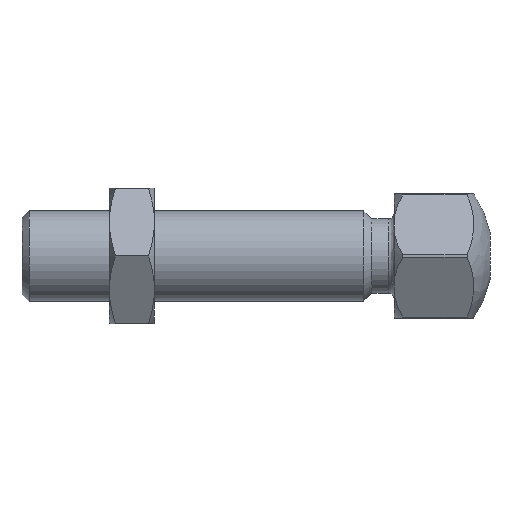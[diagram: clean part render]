
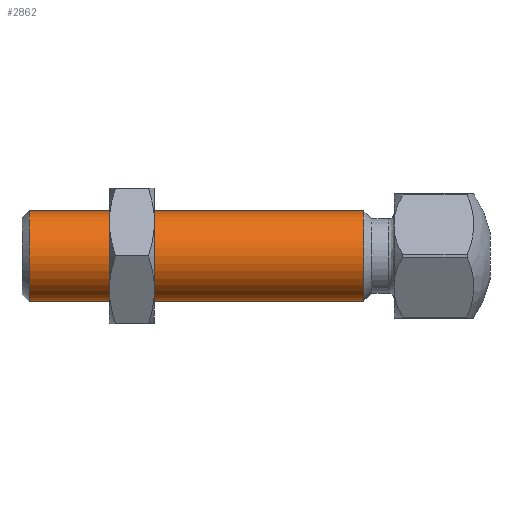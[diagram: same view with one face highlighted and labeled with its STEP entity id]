
A CAD part, left-side view. The second image highlights one B-rep face of the part: STEP entity #2862.
In plain terms, the highlighted cylindrical face has radius 8 mm (diameter 16 mm), a partial arc.
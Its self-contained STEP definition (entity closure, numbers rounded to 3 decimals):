
#28 = CARTESIAN_POINT ( 'NONE',  ( 0., 64.75, -8. ) ) ;
#119 = VERTEX_POINT ( 'NONE', #447 ) ;
#135 = DIRECTION ( 'NONE',  ( 0., 0., -1. ) ) ;
#195 = CARTESIAN_POINT ( 'NONE',  ( 0., -20.779, -8. ) ) ;
#260 = ORIENTED_EDGE ( 'NONE', *, *, #2800, .F. ) ;
#297 = CYLINDRICAL_SURFACE ( 'NONE', #1326, 8. ) ;
#423 = EDGE_LOOP ( 'NONE', ( #260, #770, #2613, #598 ) ) ;
#447 = CARTESIAN_POINT ( 'NONE',  ( 0., 5.4, 8. ) ) ;
#526 = VECTOR ( 'NONE', #586, 1000. ) ;
#586 = DIRECTION ( 'NONE',  ( 0., -1., 0. ) ) ;
#598 = ORIENTED_EDGE ( 'NONE', *, *, #1974, .T. ) ;
#606 = CIRCLE ( 'NONE', #2165, 8. ) ;
#644 = FACE_OUTER_BOUND ( 'NONE', #423, .T. ) ;
#691 = VERTEX_POINT ( 'NONE', #1635 ) ;
#770 = ORIENTED_EDGE ( 'NONE', *, *, #3017, .T. ) ;
#962 = VERTEX_POINT ( 'NONE', #995 ) ;
#995 = CARTESIAN_POINT ( 'NONE',  ( 0., 64.75, 8. ) ) ;
#1018 = CARTESIAN_POINT ( 'NONE',  ( 0., 5.4, 0. ) ) ;
#1255 = EDGE_CURVE ( 'NONE', #2161, #691, #3437, .T. ) ;
#1281 = DIRECTION ( 'NONE',  ( 0., 0., -1. ) ) ;
#1326 = AXIS2_PLACEMENT_3D ( 'NONE', #1704, #2213, #3251 ) ;
#1467 = VECTOR ( 'NONE', #2082, 1000. ) ;
#1635 = CARTESIAN_POINT ( 'NONE',  ( 0., 5.4, -8. ) ) ;
#1704 = CARTESIAN_POINT ( 'NONE',  ( 0., -20.779, 0. ) ) ;
#1779 = DIRECTION ( 'NONE',  ( 0., -1., 0. ) ) ;
#1974 = EDGE_CURVE ( 'NONE', #691, #119, #606, .T. ) ;
#2082 = DIRECTION ( 'NONE',  ( 0., -1., 0. ) ) ;
#2161 = VERTEX_POINT ( 'NONE', #28 ) ;
#2165 = AXIS2_PLACEMENT_3D ( 'NONE', #1018, #2841, #1281 ) ;
#2186 = CARTESIAN_POINT ( 'NONE',  ( 0., -20.779, 8. ) ) ;
#2213 = DIRECTION ( 'NONE',  ( 0., -1., 0. ) ) ;
#2528 = AXIS2_PLACEMENT_3D ( 'NONE', #3309, #1779, #135 ) ;
#2613 = ORIENTED_EDGE ( 'NONE', *, *, #1255, .T. ) ;
#2800 = EDGE_CURVE ( 'NONE', #962, #119, #3314, .T. ) ;
#2841 = DIRECTION ( 'NONE',  ( 0., 1., 0. ) ) ;
#2862 = ADVANCED_FACE ( 'NONE', ( #644 ), #297, .T. ) ;
#3017 = EDGE_CURVE ( 'NONE', #962, #2161, #3399, .T. ) ;
#3251 = DIRECTION ( 'NONE',  ( 0., 0., -1. ) ) ;
#3309 = CARTESIAN_POINT ( 'NONE',  ( 0., 64.75, 0. ) ) ;
#3314 = LINE ( 'NONE', #2186, #526 ) ;
#3399 = CIRCLE ( 'NONE', #2528, 8. ) ;
#3437 = LINE ( 'NONE', #195, #1467 ) ;
